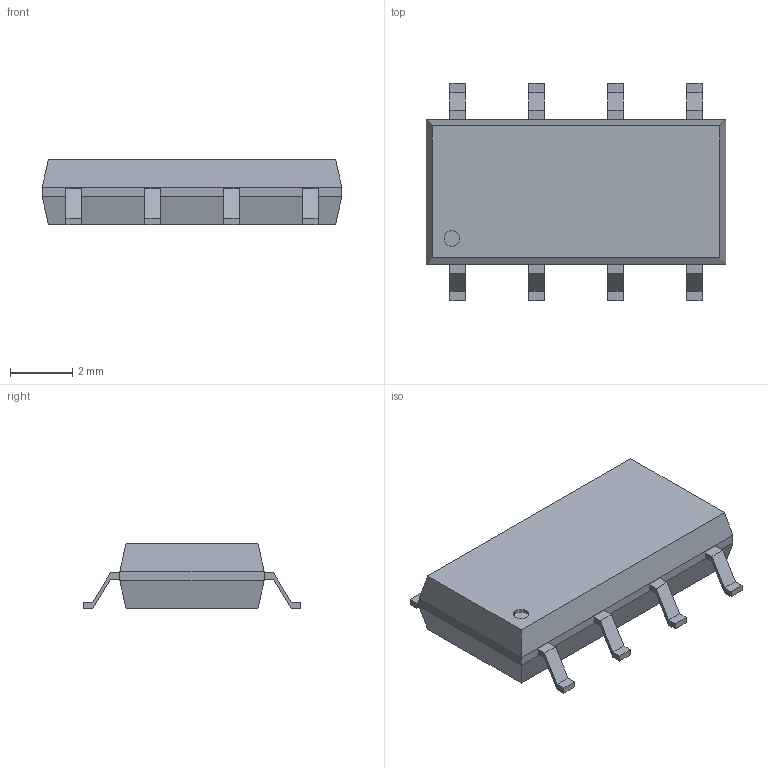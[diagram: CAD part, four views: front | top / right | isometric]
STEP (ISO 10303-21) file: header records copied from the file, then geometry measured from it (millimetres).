
FILE_DESCRIPTION(/* description */ ('STEP AP242','CAx-IF Rec.Pracs.---Representation and Presentation of Product Manufacturing Information (PMI)---4.0---2014-10-13','CAx-IF Rec.Pracs.---3D Tessellated Geometry---0.4---2014-09-14','2;1'),/* implementation_level */ '2;1');
FILE_NAME(/* name */ '6423bd7daf358826cf03931e',/* time_stamp */ '2023-03-29T04:24:29+00:00',/* author */ (''),/* organization */ (''),/* preprocessor_version */ 'ST-DEVELOPER v18.102',/* originating_system */ ' ',/* authorisation */ ' ');
FILE_SCHEMA (('AP242_MANAGED_MODEL_BASED_3D_ENGINEERING_MIM_LF { 1 0 10303 442 1 1 4 }'));
Length unit declared in the file: metre
Products named in the file (5): Part 1; Part 5; Part 2; Part 3; Part 4
Bounding box: 9.65 x 7 x 2.1 mm (x, y, z)
Volume: 92 mm3; surface area: 182.9 mm2
Topology: 5 solids, 5 shells, 72 faces, 175 edges, 114 vertices
Faces by surface type: plane 71, cylinder 1
Full cylindrical faces by diameter (mm): 0.5 x1
Entity records: 2175 total; most frequent: CARTESIAN_POINT 365, ORIENTED_EDGE 348, DIRECTION 330, EDGE_CURVE 174, LINE 172, VECTOR 172, VERTEX_POINT 114, AXIS2_PLACEMENT_3D 79
